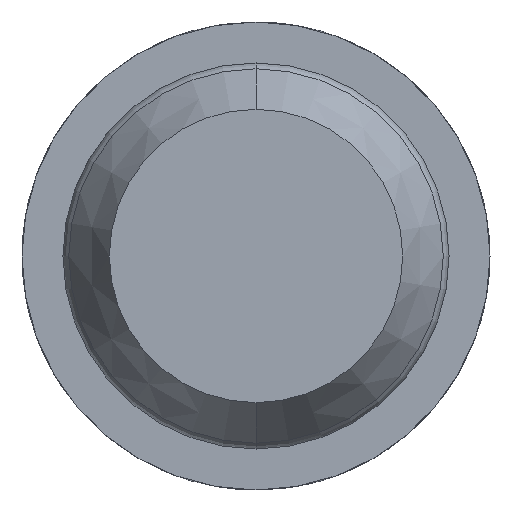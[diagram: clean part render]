
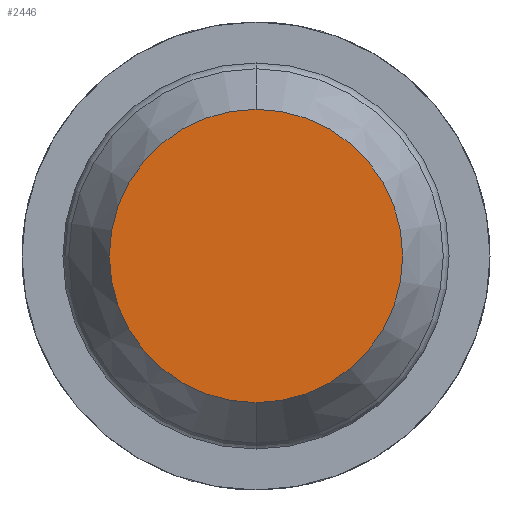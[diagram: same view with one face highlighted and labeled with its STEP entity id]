
A CAD part, front view. The second image highlights one B-rep face of the part: STEP entity #2446.
In plain terms, the highlighted planar face has unit normal (0, -1, 0).
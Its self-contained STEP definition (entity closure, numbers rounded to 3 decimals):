
#56 = CARTESIAN_POINT ( 'NONE',  ( 0., 0., 0. ) ) ;
#103 = DIRECTION ( 'NONE',  ( 0., -1., 0. ) ) ;
#366 = AXIS2_PLACEMENT_3D ( 'NONE', #56, #103, #1601 ) ;
#485 = DIRECTION ( 'NONE',  ( 0., 0., -1. ) ) ;
#782 = CARTESIAN_POINT ( 'NONE',  ( 0., 0., 0.627 ) ) ;
#808 = ORIENTED_EDGE ( 'NONE', *, *, #4701, .T. ) ;
#851 = PLANE ( 'NONE',  #1238 ) ;
#875 = DIRECTION ( 'NONE',  ( 0., -1., 0. ) ) ;
#1238 = AXIS2_PLACEMENT_3D ( 'NONE', #3117, #1628, #485 ) ;
#1598 = ORIENTED_EDGE ( 'NONE', *, *, #3099, .T. ) ;
#1601 = DIRECTION ( 'NONE',  ( 0., 0., -1. ) ) ;
#1628 = DIRECTION ( 'NONE',  ( 0., -1., 0. ) ) ;
#2317 = CIRCLE ( 'NONE', #366, 0.627 ) ;
#2363 = VERTEX_POINT ( 'NONE', #782 ) ;
#2375 = DIRECTION ( 'NONE',  ( 0., 0., -1. ) ) ;
#2446 = ADVANCED_FACE ( 'Defeature ausgef�hrt2_0', ( #4580 ), #851, .T. ) ;
#2474 = AXIS2_PLACEMENT_3D ( 'NONE', #2770, #875, #2375 ) ;
#2626 = VERTEX_POINT ( 'NONE', #3200 ) ;
#2770 = CARTESIAN_POINT ( 'NONE',  ( 0., 0., 0. ) ) ;
#3099 = EDGE_CURVE ( 'Defeature ausgef�hrt2_0+Defeature ausgef�hrt2_1+Defeature ausgef�hrt2_1+Defeature ausgef�hrt2_1', #2626, #2363, #2317, .T. ) ;
#3117 = CARTESIAN_POINT ( 'NONE',  ( 0., 0., 0. ) ) ;
#3200 = CARTESIAN_POINT ( 'NONE',  ( 0., 0., -0.627 ) ) ;
#3556 = CIRCLE ( 'NONE', #2474, 0.627 ) ;
#3622 = EDGE_LOOP ( 'NONE', ( #808, #1598 ) ) ;
#4580 = FACE_OUTER_BOUND ( 'NONE', #3622, .T. ) ;
#4701 = EDGE_CURVE ( 'Defeature ausgef�hrt2_0+Defeature ausgef�hrt2_1+Defeature ausgef�hrt2_1+Defeature ausgef�hrt2_1', #2363, #2626, #3556, .T. ) ;
